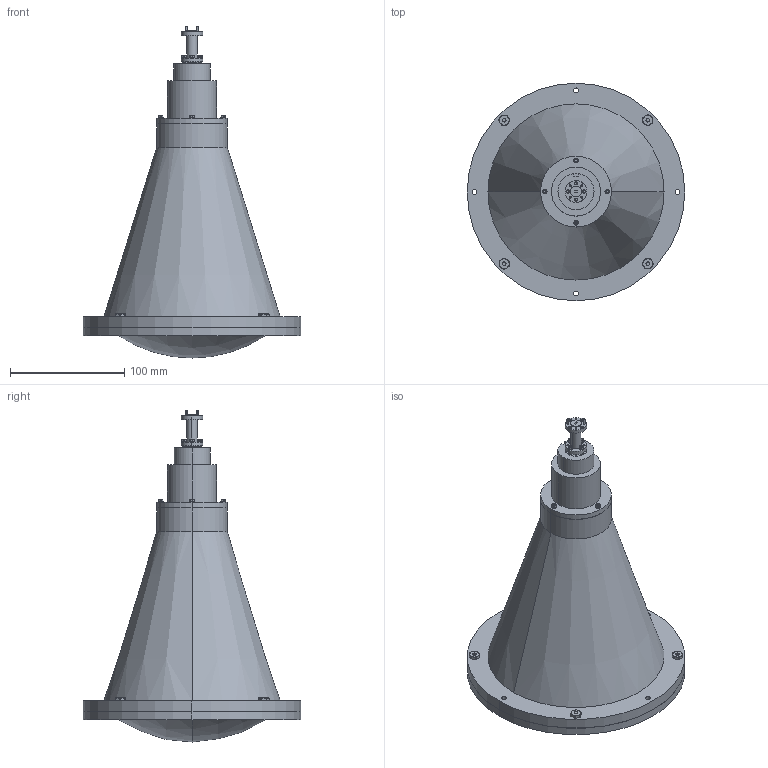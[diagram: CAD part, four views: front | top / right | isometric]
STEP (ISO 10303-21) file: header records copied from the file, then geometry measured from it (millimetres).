
FILE_DESCRIPTION (( 'STEP AP214' ), '1' );
FILE_NAME ('PEWAN1082-FMWAN1082.step', '2021-05-25T15:55:50', ( '' ), ( '' ), 'SwSTEP 2.0', 'SolidWorks 2020', '' );
FILE_SCHEMA (( 'AUTOMOTIVE_DESIGN' ));
Length unit declared in the file: inch
Products named in the file (1): PEWAN1082-FMWAN1082
Bounding box: 190.5 x 190.5 x 290.7 mm (x, y, z)
Volume: 2180384.5 mm3; surface area: 123650.4 mm2
Topology: 11 solids, 12 shells, 1130 faces, 2837 edges, 1819 vertices
Faces by surface type: cylinder 644, plane 240, cone 212, bspline 32, sphere 2
Entity records: 48613 total; most frequent: CARTESIAN_POINT 23993, ORIENTED_EDGE 5674, DIRECTION 4575, EDGE_CURVE 2837, VERTEX_POINT 1819, AXIS2_PLACEMENT_3D 1795, EDGE_LOOP 1254, FACE_OUTER_BOUND 1130
